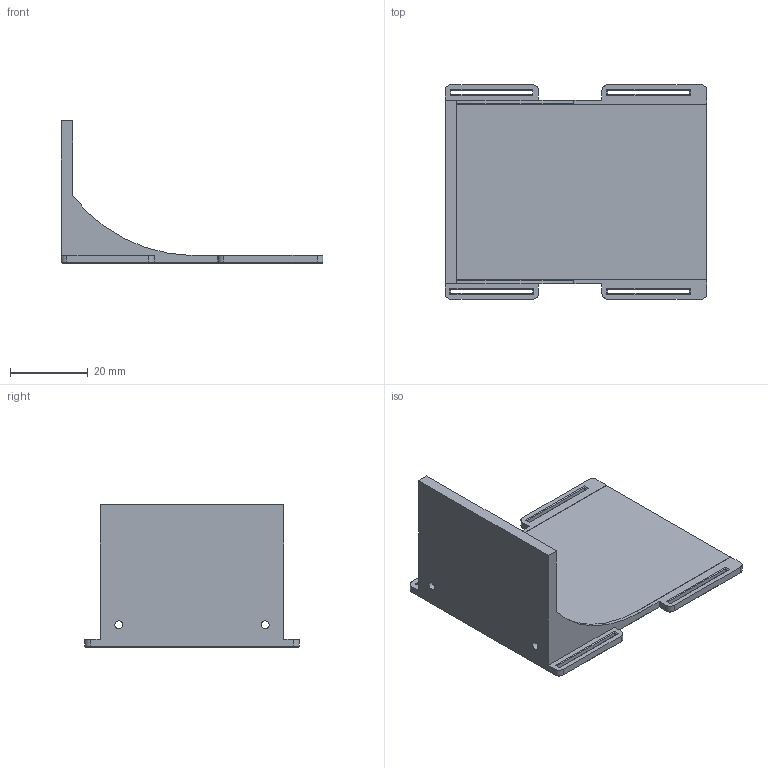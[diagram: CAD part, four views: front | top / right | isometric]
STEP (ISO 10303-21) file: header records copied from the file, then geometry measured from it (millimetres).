
FILE_DESCRIPTION(/* description */ (''),/* implementation_level */ '2;1');
FILE_NAME(/* name */ 'Mount.step',/* time_stamp */ '2023-12-02T16:43:05-08:00',/* author */ (''),/* organization */ (''),/* preprocessor_version */ 'ST-DEVELOPER v20',/* originating_system */ 'Autodesk Translation Framework v12.14.0.127',/* authorisation */ '');
FILE_SCHEMA (('AUTOMOTIVE_DESIGN { 1 0 10303 214 3 1 1 }'));
Length unit declared in the file: millimetre
Products named in the file (1): FusionComponent
Bounding box: 67.35 x 55.2 x 36.6 mm (x, y, z)
Volume: 10243.3 mm3; surface area: 11962.6 mm2
Topology: 1 solids, 1 shells, 104 faces, 258 edges, 156 vertices
Faces by surface type: plane 84, cylinder 12, cone 6, torus 2
Full cylindrical faces by diameter (mm): 2 x2
Entity records: 3114 total; most frequent: CARTESIAN_POINT 587, ORIENTED_EDGE 516, DIRECTION 496, EDGE_CURVE 258, LINE 222, VECTOR 222, VERTEX_POINT 156, AXIS2_PLACEMENT_3D 137
